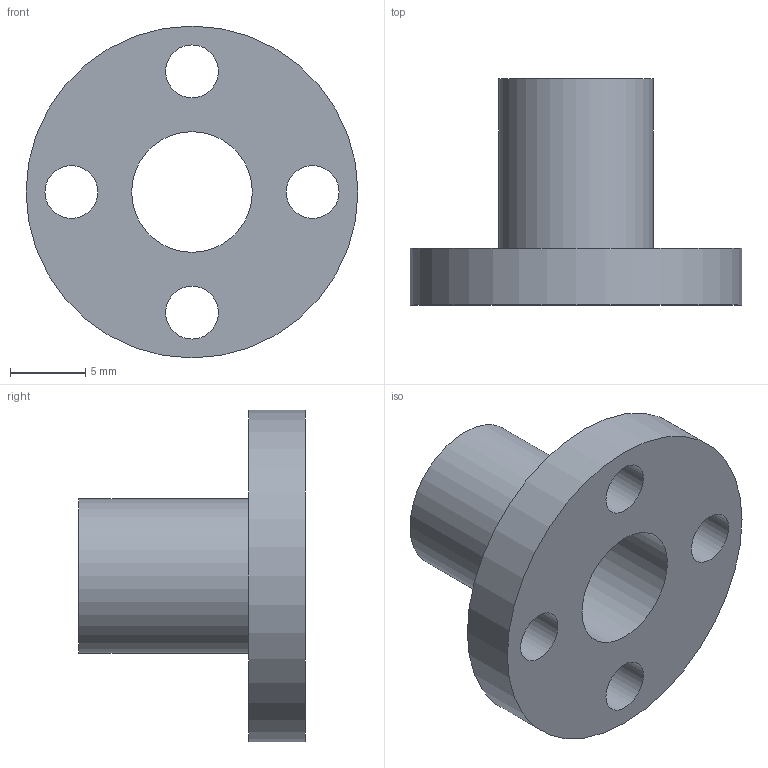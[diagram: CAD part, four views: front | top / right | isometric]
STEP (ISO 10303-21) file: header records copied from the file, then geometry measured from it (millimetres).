
FILE_DESCRIPTION(/* description */ (''),/* implementation_level */ '2;1');
FILE_NAME(/* name */ 'гайка.stp',/* time_stamp */ '2024-01-27T13:46:10+03:00',/* author */ ('79651'),/* organization */ (''),/* preprocessor_version */ 'ST-DEVELOPER v18.1',/* originating_system */ 'Autodesk Inventor 2022',/* authorisation */ '');
FILE_SCHEMA (('AUTOMOTIVE_DESIGN { 1 0 10303 214 3 1 1 }'));
Length unit declared in the file: millimetre
Products named in the file (1): гайка
Bounding box: 22 x 15 x 22 mm (x, y, z)
Volume: 1454.1 mm3; surface area: 1740 mm2
Topology: 1 solids, 1 shells, 14 faces, 29 edges, 18 vertices
Faces by surface type: cylinder 7, cone 4, plane 3
Full cylindrical faces by diameter (mm): 3.5 x4, 8 x1, 10.25 x1, 22 x1
Entity records: 440 total; most frequent: DIRECTION 77, CARTESIAN_POINT 62, ORIENTED_EDGE 58, AXIS2_PLACEMENT_3D 33, EDGE_CURVE 29, EDGE_LOOP 25, CIRCLE 18, VERTEX_POINT 18
